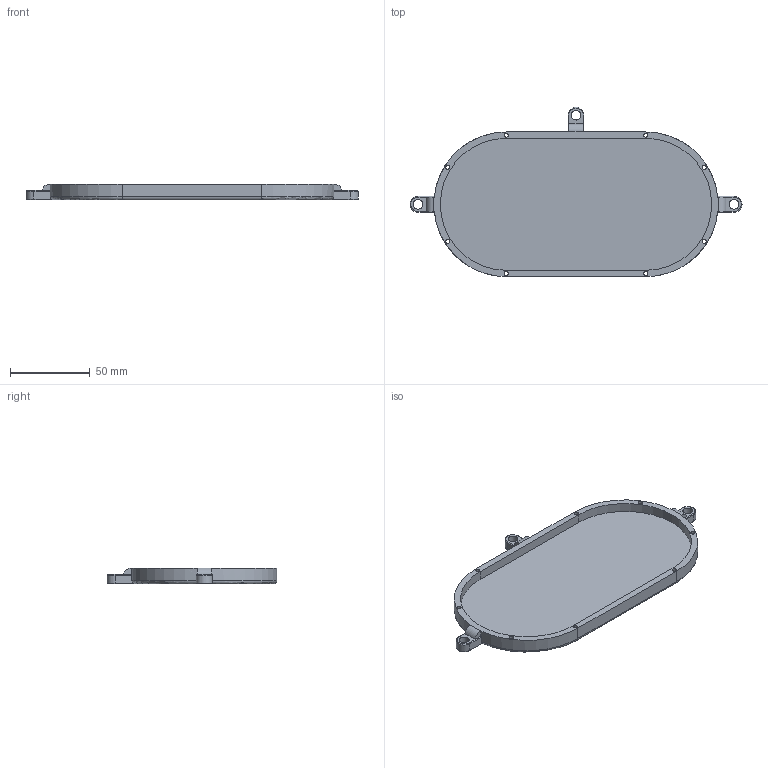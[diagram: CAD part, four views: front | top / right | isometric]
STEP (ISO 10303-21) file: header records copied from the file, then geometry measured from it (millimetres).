
FILE_DESCRIPTION(/* description */ (''),/* implementation_level */ '2;1');
FILE_NAME(/* name */ 'Back_board_bottompanel.step',/* time_stamp */ '2021-12-13T18:33:29+03:00',/* author */ (''),/* organization */ (''),/* preprocessor_version */ 'ST-DEVELOPER v18.1',/* originating_system */ 'Autodesk Translation Framework v10.10.0.1391',/* authorisation */ '');
FILE_SCHEMA (('AUTOMOTIVE_DESIGN { 1 0 10303 214 3 1 1 }'));
Length unit declared in the file: millimetre
Products named in the file (1): bottom
Bounding box: 208.35 x 106.35 x 10 mm (x, y, z)
Volume: 70152.2 mm3; surface area: 37740.4 mm2
Topology: 1 solids, 1 shells, 91 faces, 244 edges, 148 vertices
Faces by surface type: cylinder 38, plane 23, torus 18, bspline 12
Full cylindrical faces by diameter (mm): 2.529 x8, 6 x3
Entity records: 3887 total; most frequent: CARTESIAN_POINT 1578, ORIENTED_EDGE 488, DIRECTION 472, EDGE_CURVE 244, AXIS2_PLACEMENT_3D 190, VERTEX_POINT 148, CIRCLE 110, EDGE_LOOP 106
